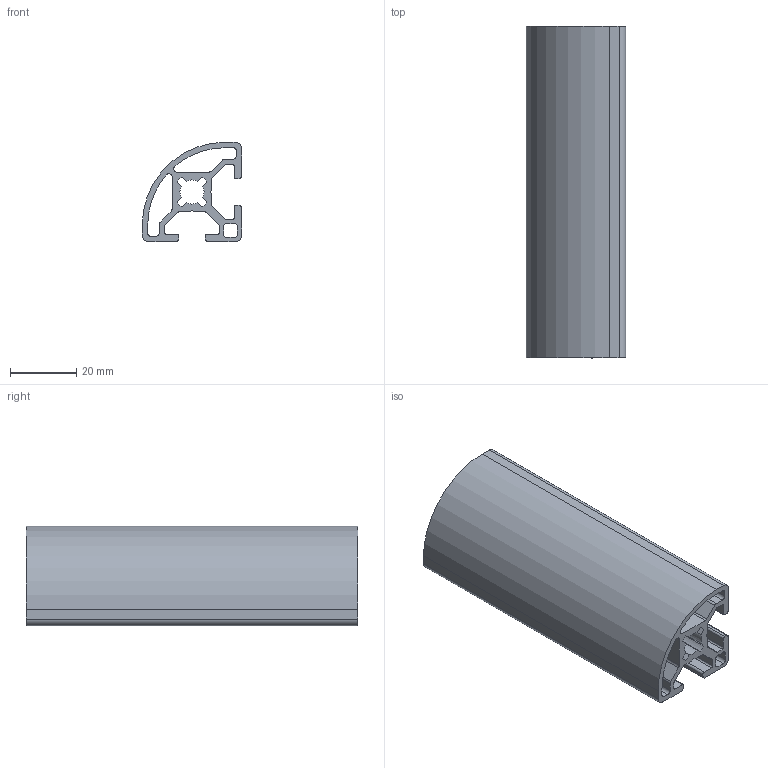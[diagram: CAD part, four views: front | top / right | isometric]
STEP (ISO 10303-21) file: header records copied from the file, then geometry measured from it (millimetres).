
FILE_DESCRIPTION( ( 'Unknown' ), '1' );
FILE_NAME( '6118019', 'Unknown', ( 'Unknown' ), ( 'JUGARD+KÜNSTNER GmbH' ), 'XStep 1.0', 'Unknown', ' ' );
FILE_SCHEMA( ( 'automotive_design' ) );
Length unit declared in the file: millimetre
Products named in the file (1): 1
Bounding box: 30 x 100 x 30 mm (x, y, z)
Volume: 28769.8 mm3; surface area: 31113.3 mm2
Topology: 1 solids, 1 shells, 120 faces, 354 edges, 236 vertices
Faces by surface type: plane 62, cylinder 58
Entity records: 5026 total; most frequent: DIRECTION 712, CARTESIAN_POINT 711, ORIENTED_EDGE 708, EDGE_CURVE 354, LINE 238, VECTOR 238, AXIS2_PLACEMENT_3D 237, VERTEX_POINT 236
